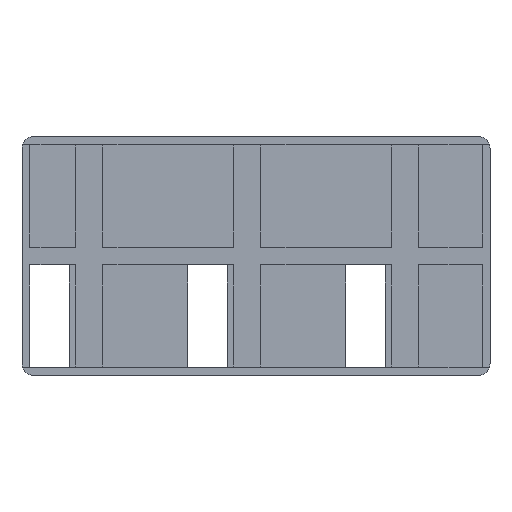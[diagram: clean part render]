
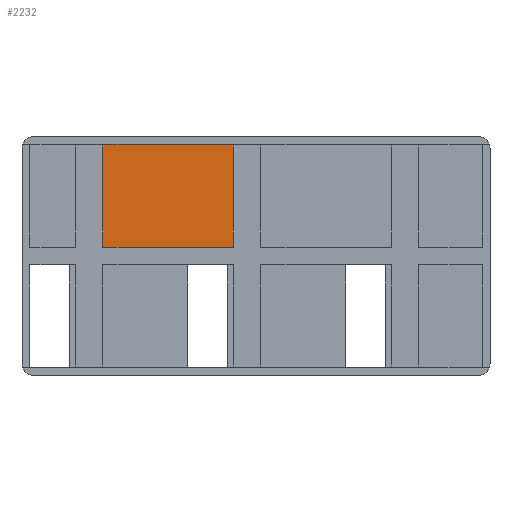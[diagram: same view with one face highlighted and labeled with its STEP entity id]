
A CAD part, top view. The second image highlights one B-rep face of the part: STEP entity #2232.
In plain terms, the highlighted planar face has unit normal (0, 0, 1).
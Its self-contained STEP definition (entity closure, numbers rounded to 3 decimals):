
#128=FACE_OUTER_BOUND('',#245,.T.);
#245=EDGE_LOOP('',(#1932,#1933,#1934,#1935,#1936,#1937,#1938,#1939,#1940,
#1941,#1942,#1943));
#321=LINE('',#3093,#623);
#399=LINE('',#3243,#701);
#400=LINE('',#3246,#702);
#403=LINE('',#3251,#705);
#405=LINE('',#3256,#707);
#408=LINE('',#3261,#710);
#410=LINE('',#3265,#712);
#422=LINE('',#3289,#724);
#424=LINE('',#3293,#726);
#425=LINE('',#3295,#727);
#547=LINE('',#3543,#849);
#549=LINE('',#3546,#851);
#623=VECTOR('',#2502,10.);
#701=VECTOR('',#2608,10.);
#702=VECTOR('',#2611,10.);
#705=VECTOR('',#2616,10.);
#707=VECTOR('',#2620,10.);
#710=VECTOR('',#2625,10.);
#712=VECTOR('',#2629,10.);
#724=VECTOR('',#2655,10.);
#726=VECTOR('',#2659,10.);
#727=VECTOR('',#2662,10.);
#849=VECTOR('',#2906,10.);
#851=VECTOR('',#2910,10.);
#929=VERTEX_POINT('',#3090);
#930=VERTEX_POINT('',#3092);
#987=VERTEX_POINT('',#3239);
#988=VERTEX_POINT('',#3241);
#989=VERTEX_POINT('',#3245);
#990=VERTEX_POINT('',#3249);
#991=VERTEX_POINT('',#3253);
#992=VERTEX_POINT('',#3255);
#993=VERTEX_POINT('',#3259);
#994=VERTEX_POINT('',#3263);
#1000=VERTEX_POINT('',#3291);
#1065=VERTEX_POINT('',#3542);
#1141=EDGE_CURVE('',#929,#930,#321,.T.);
#1221=EDGE_CURVE('',#987,#988,#399,.T.);
#1222=EDGE_CURVE('',#987,#989,#400,.T.);
#1225=EDGE_CURVE('',#988,#990,#403,.T.);
#1227=EDGE_CURVE('',#991,#992,#405,.T.);
#1230=EDGE_CURVE('',#991,#993,#408,.T.);
#1232=EDGE_CURVE('',#994,#992,#410,.T.);
#1244=EDGE_CURVE('',#930,#990,#422,.T.);
#1246=EDGE_CURVE('',#1000,#993,#424,.T.);
#1247=EDGE_CURVE('',#994,#929,#425,.T.);
#1369=EDGE_CURVE('',#989,#1065,#547,.T.);
#1371=EDGE_CURVE('',#1065,#1000,#549,.T.);
#1932=ORIENTED_EDGE('',*,*,#1371,.F.);
#1933=ORIENTED_EDGE('',*,*,#1369,.F.);
#1934=ORIENTED_EDGE('',*,*,#1222,.F.);
#1935=ORIENTED_EDGE('',*,*,#1221,.T.);
#1936=ORIENTED_EDGE('',*,*,#1225,.T.);
#1937=ORIENTED_EDGE('',*,*,#1244,.F.);
#1938=ORIENTED_EDGE('',*,*,#1141,.F.);
#1939=ORIENTED_EDGE('',*,*,#1247,.F.);
#1940=ORIENTED_EDGE('',*,*,#1232,.T.);
#1941=ORIENTED_EDGE('',*,*,#1227,.F.);
#1942=ORIENTED_EDGE('',*,*,#1230,.T.);
#1943=ORIENTED_EDGE('',*,*,#1246,.F.);
#2117=PLANE('',#2373);
#2232=ADVANCED_FACE('',(#128),#2117,.F.);
#2373=AXIS2_PLACEMENT_3D('',#3547,#2911,#2912);
#2502=DIRECTION('',(1.,0.,0.));
#2608=DIRECTION('',(0.,1.,0.));
#2611=DIRECTION('',(-1.,0.,0.));
#2616=DIRECTION('',(-1.,0.,0.));
#2620=DIRECTION('',(0.,1.,0.));
#2625=DIRECTION('',(1.,0.,0.));
#2629=DIRECTION('',(-1.,0.,0.));
#2655=DIRECTION('',(0.,-1.,0.));
#2659=DIRECTION('',(0.,1.,0.));
#2662=DIRECTION('',(0.,1.,0.));
#2906=DIRECTION('',(0.,-1.,0.));
#2910=DIRECTION('',(-1.,0.,0.));
#2911=DIRECTION('center_axis',(0.,0.,-1.));
#2912=DIRECTION('ref_axis',(-1.,0.,0.));
#3090=CARTESIAN_POINT('',(70.6,147.9,1.));
#3092=CARTESIAN_POINT('',(103.6,147.9,1.));
#3093=CARTESIAN_POINT('',(52.1,147.9,1.));
#3239=CARTESIAN_POINT('',(105.332,122.15,1.));
#3241=CARTESIAN_POINT('',(105.332,147.15,1.));
#3243=CARTESIAN_POINT('',(105.332,122.15,1.));
#3245=CARTESIAN_POINT('',(103.6,122.15,1.));
#3246=CARTESIAN_POINT('',(105.332,122.15,1.));
#3249=CARTESIAN_POINT('',(103.6,147.15,1.));
#3251=CARTESIAN_POINT('',(105.332,147.15,1.));
#3253=CARTESIAN_POINT('',(68.868,122.15,1.));
#3255=CARTESIAN_POINT('',(68.868,147.15,1.));
#3256=CARTESIAN_POINT('',(68.868,122.15,1.));
#3259=CARTESIAN_POINT('',(70.6,122.15,1.));
#3261=CARTESIAN_POINT('',(68.868,122.15,1.));
#3263=CARTESIAN_POINT('',(70.6,147.15,1.));
#3265=CARTESIAN_POINT('',(68.868,147.15,1.));
#3289=CARTESIAN_POINT('',(103.6,147.9,1.));
#3291=CARTESIAN_POINT('',(70.6,121.9,1.));
#3293=CARTESIAN_POINT('',(70.6,91.4,1.));
#3295=CARTESIAN_POINT('',(70.6,91.4,1.));
#3542=CARTESIAN_POINT('',(103.6,121.9,1.));
#3543=CARTESIAN_POINT('',(103.6,147.9,1.));
#3546=CARTESIAN_POINT('',(52.1,121.9,1.));
#3547=CARTESIAN_POINT('Origin',(87.1,134.9,1.));
